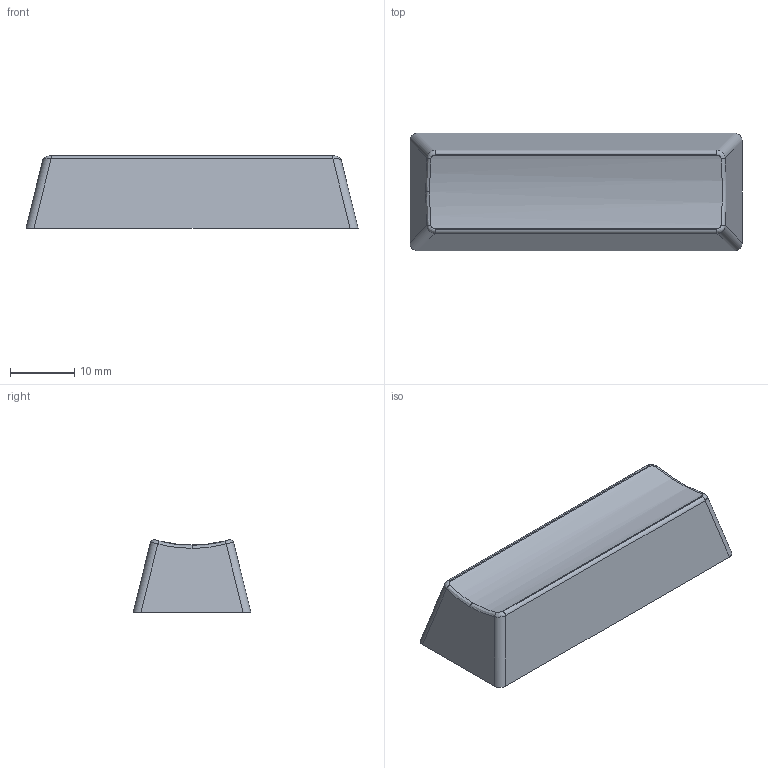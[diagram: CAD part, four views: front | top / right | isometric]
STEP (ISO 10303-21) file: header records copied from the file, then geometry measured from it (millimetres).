
FILE_DESCRIPTION(('HOOPS Exchange Step'),'2;1');
FILE_NAME('temp_export','2025-02-17T11:36:52-05:00',('jscotto'),('Shapr3D Limited'),'HOOPS Exchange 2024.8','Shapr3D','Authorized');
FILE_SCHEMA( ('AP242_MANAGED_MODEL_BASED_3D_ENGINEERING_MIM_LF {1 0 10303 442 1 1 4}') );
Length unit declared in the file: millimetre
Products named in the file (1): R3 - 2.75u (Concave)
Bounding box: 51.64 x 18.3 x 11.23 mm (x, y, z)
Volume: 5450.7 mm3; surface area: 3796.1 mm2
Topology: 1 solids, 1 shells, 107 faces, 250 edges, 152 vertices
Faces by surface type: plane 88, cylinder 12, bspline 7
Full cylindrical faces by diameter (mm): 5.6 x3
Entity records: 3985 total; most frequent: CARTESIAN_POINT 1539, ORIENTED_EDGE 500, DIRECTION 473, EDGE_CURVE 250, VECTOR 213, LINE 213, VERTEX_POINT 152, AXIS2_PLACEMENT_3D 130
